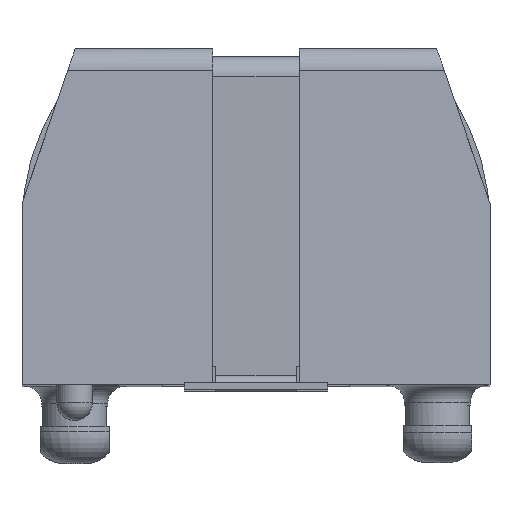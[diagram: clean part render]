
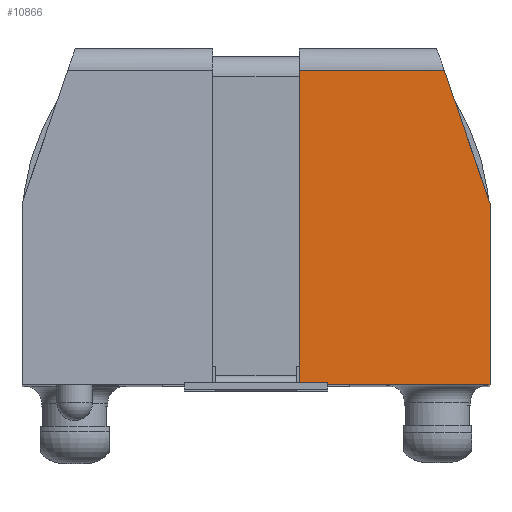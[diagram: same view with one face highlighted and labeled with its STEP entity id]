
A CAD part, top view. The second image highlights one B-rep face of the part: STEP entity #10866.
In plain terms, the highlighted planar face has unit normal (0, 0.018, 1).
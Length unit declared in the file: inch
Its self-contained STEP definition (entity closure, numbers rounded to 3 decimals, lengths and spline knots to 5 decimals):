
#575 = CARTESIAN_POINT ( 'NONE',  ( 0.32706, 0.5457, 0.87929 ) ) ;
#688 = CARTESIAN_POINT ( 'NONE',  ( 0.075, 0., 0.88881 ) ) ;
#824 = CARTESIAN_POINT ( 'NONE',  ( -0.4065, 0., 0.88881 ) ) ;
#2059 = VECTOR ( 'NONE', #5433, 39.37008 ) ;
#2855 = LINE ( 'NONE', #5057, #19632 ) ;
#4029 = VERTEX_POINT ( 'NONE', #688 ) ;
#4178 = CARTESIAN_POINT ( 'NONE',  ( 0.4065, -0.068, 0.89 ) ) ;
#4323 = EDGE_LOOP ( 'NONE', ( #21627, #15318, #17244, #24933, #19185 ) ) ;
#5057 = CARTESIAN_POINT ( 'NONE',  ( 0.075, 0.5457, 0.87929 ) ) ;
#5433 = DIRECTION ( 'NONE',  ( -1., 0., 0. ) ) ;
#5968 = EDGE_CURVE ( 'NONE', #15520, #22448, #13024, .T. ) ;
#6531 = CARTESIAN_POINT ( 'NONE',  ( 0.43825, 0.22278, 0.88492 ) ) ;
#7267 = CARTESIAN_POINT ( 'NONE',  ( -0.4065, -0.068, 0.89 ) ) ;
#7648 = EDGE_CURVE ( 'NONE', #4029, #17676, #25287, .T. ) ;
#7669 = VECTOR ( 'NONE', #8828, 39.37008 ) ;
#8126 = LINE ( 'NONE', #824, #2059 ) ;
#8618 = FACE_OUTER_BOUND ( 'NONE', #4323, .T. ) ;
#8828 = DIRECTION ( 'NONE',  ( 0.326, -0.945, 0.017 ) ) ;
#8831 = EDGE_CURVE ( 'NONE', #11855, #4029, #8126, .T. ) ;
#9581 = PLANE ( 'NONE',  #15785 ) ;
#9679 = DIRECTION ( 'NONE',  ( 0., 1., -0.017 ) ) ;
#10141 = CARTESIAN_POINT ( 'NONE',  ( 0.4065, 0.315, 0.88331 ) ) ;
#10717 = VECTOR ( 'NONE', #9679, 39.37008 ) ;
#10866 = ADVANCED_FACE ( 'NONE', ( #8618 ), #9581, .T. ) ;
#11855 = VERTEX_POINT ( 'NONE', #22580 ) ;
#11863 = DIRECTION ( 'NONE',  ( 0., -1., 0.017 ) ) ;
#13024 = LINE ( 'NONE', #6531, #7669 ) ;
#13986 = LINE ( 'NONE', #4178, #25390 ) ;
#15063 = EDGE_CURVE ( 'NONE', #15520, #17676, #2855, .T. ) ;
#15318 = ORIENTED_EDGE ( 'NONE', *, *, #15063, .T. ) ;
#15520 = VERTEX_POINT ( 'NONE', #575 ) ;
#15631 = CARTESIAN_POINT ( 'NONE',  ( 0.075, 0.5457, 0.87929 ) ) ;
#15785 = AXIS2_PLACEMENT_3D ( 'NONE', #7267, #18647, #11863 ) ;
#17244 = ORIENTED_EDGE ( 'NONE', *, *, #7648, .F. ) ;
#17676 = VERTEX_POINT ( 'NONE', #15631 ) ;
#18647 = DIRECTION ( 'NONE',  ( 0., 0.017, 1. ) ) ;
#19185 = ORIENTED_EDGE ( 'NONE', *, *, #20624, .F. ) ;
#19632 = VECTOR ( 'NONE', #21165, 39.37008 ) ;
#20624 = EDGE_CURVE ( 'NONE', #22448, #11855, #13986, .T. ) ;
#21165 = DIRECTION ( 'NONE',  ( -1., 0., 0. ) ) ;
#21627 = ORIENTED_EDGE ( 'NONE', *, *, #5968, .F. ) ;
#22401 = DIRECTION ( 'NONE',  ( 0., -1., 0.017 ) ) ;
#22448 = VERTEX_POINT ( 'NONE', #10141 ) ;
#22580 = CARTESIAN_POINT ( 'NONE',  ( 0.4065, 0., 0.88881 ) ) ;
#23300 = CARTESIAN_POINT ( 'NONE',  ( 0.075, -0.068, 0.89 ) ) ;
#24933 = ORIENTED_EDGE ( 'NONE', *, *, #8831, .F. ) ;
#25287 = LINE ( 'NONE', #23300, #10717 ) ;
#25390 = VECTOR ( 'NONE', #22401, 39.37008 ) ;
